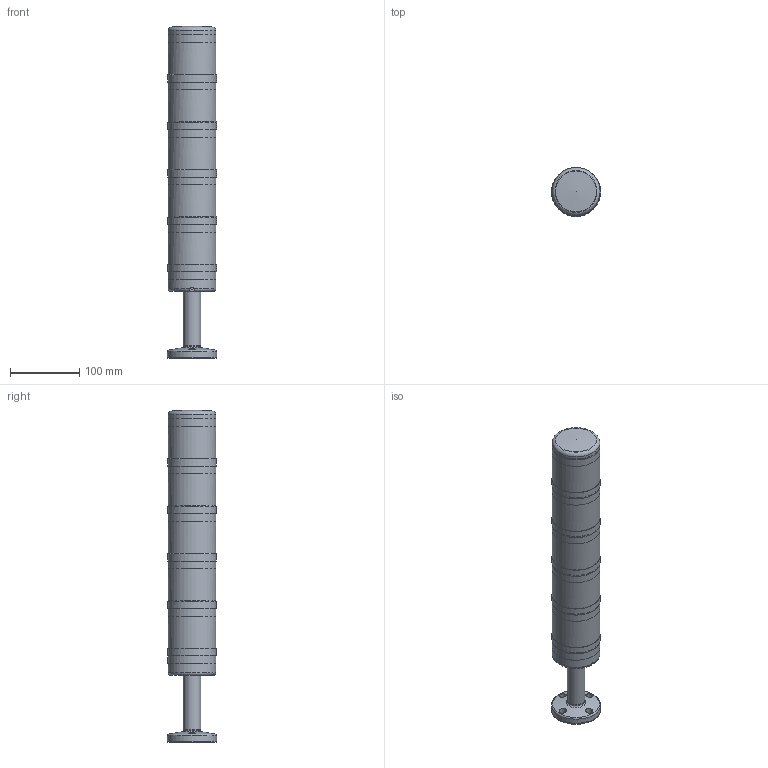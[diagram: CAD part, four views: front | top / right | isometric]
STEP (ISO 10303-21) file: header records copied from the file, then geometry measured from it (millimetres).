
FILE_DESCRIPTION(/* description */ (''),/* implementation_level */ '2;1');
FILE_NAME(/* name */ 'BMR 5 Modulen.stp',/* time_stamp */ '2013-05-24T09:09:38+02:00',/* author */ (''),/* organization */ (''),/* preprocessor_version */ 'ST-DEVELOPER v11',/* originating_system */ 'SIEMENS PLM Software NX 7.5',/* authorisation */ '');
FILE_SCHEMA (('AUTOMOTIVE_DESIGN { 1 0 10303 214 1 1 1 1 }'));
Length unit declared in the file: millimetre
Products named in the file (1): m.neD8D3afke
Bounding box: 71 x 71 x 479.25 mm (x, y, z)
Volume: 1118298.9 mm3; surface area: 291800.7 mm2
Topology: 16 solids, 16 shells, 1180 faces, 3093 edges, 2031 vertices
Faces by surface type: plane 630, cylinder 410, cone 88, torus 42, bspline 6, sphere 4
Full cylindrical faces by diameter (mm): 1.9 x30, 4 x30, 4.5 x4, 5.5 x4, 5.8 x4, 7.1 x4, 8 x4, 10 x4, 11.5 x2, 17 x1, 21 x2, 23 x1, 25 x2, 25.2 x1, 26.2 x1, 27 x1, 28.2 x1, 34 x1, 61 x5, 61.5 x6, 63 x1, 63.6 x11, 64 x1, 64.6 x10, 64.8 x1, 66 x1, 67.5 x6, 69 x12, 69.4 x1, 69.5 x5
Entity records: 36392 total; most frequent: CARTESIAN_POINT 7953, DIRECTION 6115, ORIENTED_EDGE 5536, EDGE_CURVE 2768, AXIS2_PLACEMENT_3D 2395, VERTEX_POINT 1928, EDGE_LOOP 1542, LINE 1325
